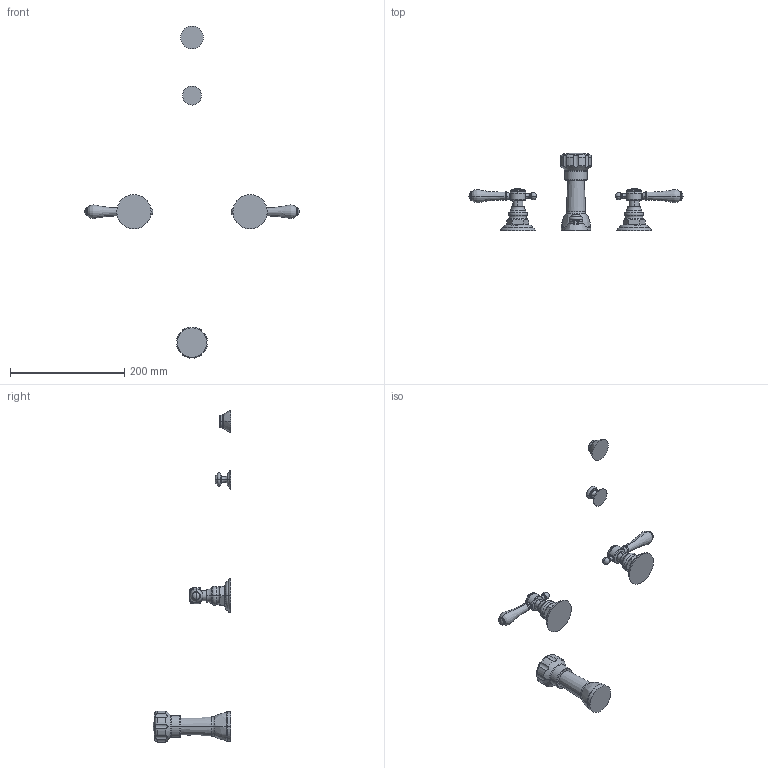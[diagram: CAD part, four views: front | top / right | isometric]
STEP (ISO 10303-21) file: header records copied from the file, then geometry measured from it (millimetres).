
FILE_DESCRIPTION((''),'2;1');
FILE_NAME('1039','2021-01-27T13:36:01',('jinson.thomas'),(''),'CREO PARAMETRIC BY PTC INC, 2018400','CREO PARAMETRIC BY PTC INC, 2018400','');
FILE_SCHEMA(('CONFIG_CONTROL_DESIGN'));
Length unit declared in the file: inch
Products named in the file (1): 1039
Bounding box: 374.52 x 135.97 x 580.53 mm (x, y, z)
Volume: 357186.1 mm3; surface area: 65397.1 mm2
Topology: 5 solids, 5 shells, 469 faces, 1131 edges, 683 vertices
Faces by surface type: plane 161, cylinder 126, torus 70, cone 58, sphere 26, bspline 16, extrusion 8, revolution 4
Entity records: 16622 total; most frequent: CARTESIAN_POINT 5619, DIRECTION 2455, ORIENTED_EDGE 2234, EDGE_CURVE 1117, AXIS2_PLACEMENT_3D 1036, VERTEX_POINT 683, CIRCLE 595, EDGE_LOOP 494
